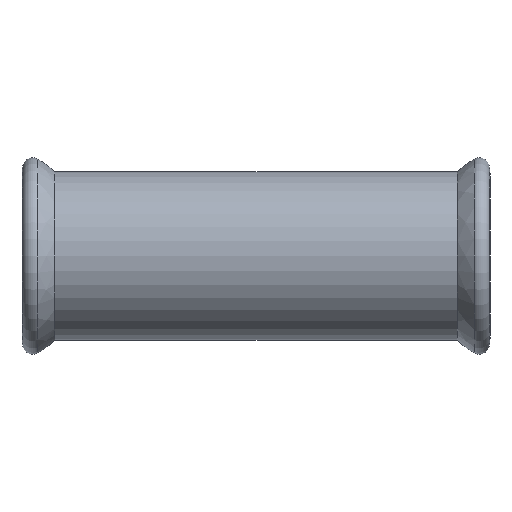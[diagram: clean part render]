
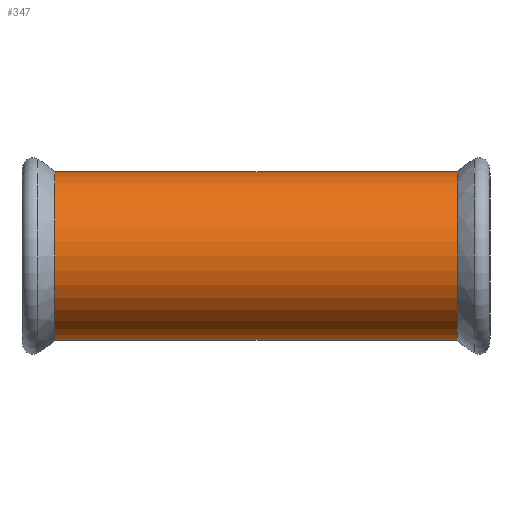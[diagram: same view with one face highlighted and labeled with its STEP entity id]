
A CAD part, front view. The second image highlights one B-rep face of the part: STEP entity #347.
In plain terms, the highlighted cylindrical face has radius 46.8 mm (diameter 93.6 mm), a full revolution.
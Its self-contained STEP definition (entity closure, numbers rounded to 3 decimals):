
#24=LINE('',#715,#32);
#32=VECTOR('',#546,46.8);
#39=CYLINDRICAL_SURFACE('',#423,46.8);
#53=FACE_OUTER_BOUND('',#69,.T.);
#69=EDGE_LOOP('',(#300,#301,#302,#303,#304,#305,#306,#307));
#81=CIRCLE('',#381,46.8);
#82=CIRCLE('',#382,46.8);
#86=CIRCLE('',#386,46.8);
#95=CIRCLE('',#397,46.8);
#96=CIRCLE('',#398,46.8);
#100=CIRCLE('',#402,46.8);
#128=VERTEX_POINT('',#613);
#129=VERTEX_POINT('',#614);
#130=VERTEX_POINT('',#616);
#140=VERTEX_POINT('',#669);
#141=VERTEX_POINT('',#670);
#142=VERTEX_POINT('',#672);
#170=EDGE_CURVE('',#128,#129,#81,.T.);
#171=EDGE_CURVE('',#130,#128,#82,.T.);
#175=EDGE_CURVE('',#129,#130,#86,.T.);
#185=EDGE_CURVE('',#140,#141,#95,.T.);
#186=EDGE_CURVE('',#141,#142,#96,.T.);
#190=EDGE_CURVE('',#142,#140,#100,.T.);
#208=EDGE_CURVE('',#141,#129,#24,.T.);
#300=ORIENTED_EDGE('',*,*,#185,.F.);
#301=ORIENTED_EDGE('',*,*,#190,.F.);
#302=ORIENTED_EDGE('',*,*,#186,.F.);
#303=ORIENTED_EDGE('',*,*,#208,.T.);
#304=ORIENTED_EDGE('',*,*,#175,.T.);
#305=ORIENTED_EDGE('',*,*,#171,.T.);
#306=ORIENTED_EDGE('',*,*,#170,.T.);
#307=ORIENTED_EDGE('',*,*,#208,.F.);
#347=ADVANCED_FACE('',(#53),#39,.T.);
#381=AXIS2_PLACEMENT_3D('',#615,#456,#457);
#382=AXIS2_PLACEMENT_3D('',#617,#458,#459);
#386=AXIS2_PLACEMENT_3D('',#623,#466,#467);
#397=AXIS2_PLACEMENT_3D('',#671,#489,#490);
#398=AXIS2_PLACEMENT_3D('',#673,#491,#492);
#402=AXIS2_PLACEMENT_3D('',#679,#499,#500);
#423=AXIS2_PLACEMENT_3D('',#714,#544,#545);
#456=DIRECTION('center_axis',(1.,0.,0.));
#457=DIRECTION('ref_axis',(0.,1.,0.));
#458=DIRECTION('center_axis',(1.,0.,0.));
#459=DIRECTION('ref_axis',(0.,1.,0.));
#466=DIRECTION('center_axis',(1.,0.,0.));
#467=DIRECTION('ref_axis',(0.,1.,0.));
#489=DIRECTION('center_axis',(1.,0.,0.));
#490=DIRECTION('ref_axis',(0.,1.,0.));
#491=DIRECTION('center_axis',(1.,0.,0.));
#492=DIRECTION('ref_axis',(0.,1.,0.));
#499=DIRECTION('center_axis',(1.,0.,0.));
#500=DIRECTION('ref_axis',(0.,1.,0.));
#544=DIRECTION('center_axis',(1.,0.,0.));
#545=DIRECTION('ref_axis',(0.,1.,0.));
#546=DIRECTION('',(-1.,0.,0.));
#613=CARTESIAN_POINT('',(-241.943,46.8,0.));
#614=CARTESIAN_POINT('',(-241.943,-46.8,0.));
#615=CARTESIAN_POINT('Origin',(-241.943,0.,0.));
#616=CARTESIAN_POINT('',(-241.943,0.,-46.8));
#617=CARTESIAN_POINT('Origin',(-241.943,0.,0.));
#623=CARTESIAN_POINT('Origin',(-241.943,0.,0.));
#669=CARTESIAN_POINT('',(-18.057,46.8,0.));
#670=CARTESIAN_POINT('',(-18.057,-46.8,0.));
#671=CARTESIAN_POINT('Origin',(-18.057,0.,0.));
#672=CARTESIAN_POINT('',(-18.057,0.,-46.8));
#673=CARTESIAN_POINT('Origin',(-18.057,0.,0.));
#679=CARTESIAN_POINT('Origin',(-18.057,0.,0.));
#714=CARTESIAN_POINT('Origin',(-39.028,0.,0.));
#715=CARTESIAN_POINT('',(-39.028,-46.8,0.));
